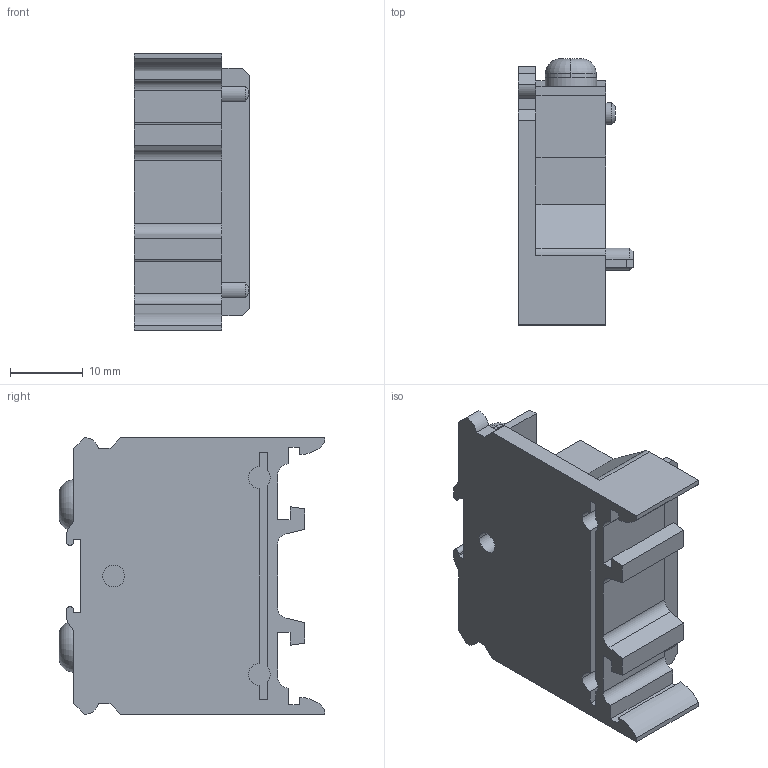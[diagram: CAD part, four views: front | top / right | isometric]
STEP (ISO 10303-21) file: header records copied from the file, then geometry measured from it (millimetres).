
FILE_DESCRIPTION (( 'STEP AP203' ), '1' );
FILE_NAME ('BNH30W_rev1.0.STEP', '2023-09-21T07:15:52', ( '' ), ( '' ), 'SwSTEP 2.0', 'SolidWorks 2021', '' );
FILE_SCHEMA (( 'CONFIG_CONTROL_DESIGN' ));
Length unit declared in the file: millimetre
Products named in the file (2): BNH30W_rev1.0
Assembly tree (1 placements, depth 2):
  BNH30W_rev1.0
    BNH30W_rev1.0
Bounding box: 15.8 x 36.5 x 38 mm (x, y, z)
Volume: 9393.9 mm3; surface area: 5327.6 mm2
Topology: 1 solids, 1 shells, 128 faces, 348 edges, 230 vertices
Faces by surface type: plane 84, cylinder 34, cone 6, torus 4
Entity records: 4234 total; most frequent: CARTESIAN_POINT 728, ORIENTED_EDGE 696, DIRECTION 690, EDGE_CURVE 348, LINE 266, VECTOR 266, VERTEX_POINT 230, AXIS2_PLACEMENT_3D 212
